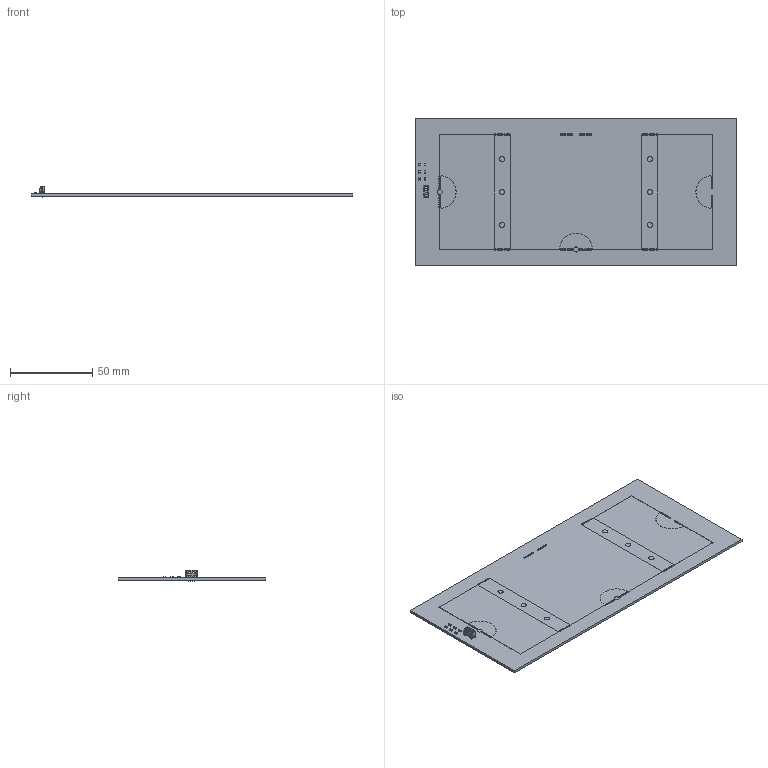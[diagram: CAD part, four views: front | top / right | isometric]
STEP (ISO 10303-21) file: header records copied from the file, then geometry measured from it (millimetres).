
FILE_DESCRIPTION(('Designed by EasyEDA Pro'),'2;1');
FILE_NAME('Open CASCADE Shape Model','2025-01-08T16:34:14',('Author'),( 'Open CASCADE'),'Open CASCADE STEP processor 7.8','Open CASCADE 7.8' ,'Unknown');
FILE_SCHEMA(('AUTOMOTIVE_DESIGN { 1 0 10303 214 1 1 1 1 }'));
Length unit declared in the file: millimetre
Products named in the file (8): PU2j-PCBModel; PU2j-TopTrack; PU2j-BottomTrack; PU2j-Board; PU2j-Top FPC Stiffener; PU2j-Bot FPC Stiffener; PU2j-5-C0603; PU2j-U1-CONN-TH_4P-P1.25_1.25MM-4P-ZZ-MS
Assembly tree (12 placements, depth 2):
  PU2j-PCBModel
    PU2j-TopTrack
    PU2j-BottomTrack
    PU2j-Board
    PU2j-Top FPC Stiffener
    PU2j-Bot FPC Stiffener
    PU2j-5-C0603  x6
    PU2j-U1-CONN-TH_4P-P1.25_1.25MM-4P-ZZ-MS
Bounding box: 195.97 x 89.97 x 6.9 mm (x, y, z)
Volume: 28152.2 mm3; surface area: 39041.5 mm2
Topology: 18 solids, 18 shells, 2824 faces, 7701 edges, 5044 vertices
Faces by surface type: plane 1550, bspline 770, cylinder 456, sphere 48
Entity records: 43569 total; most frequent: CARTESIAN_POINT 9558, ORIENTED_EDGE 5676, DIRECTION 4566, EDGE_CURVE 2838, VERTEX_POINT 1874, LINE 1810, VECTOR 1810, AXIS2_PLACEMENT_3D 1378
